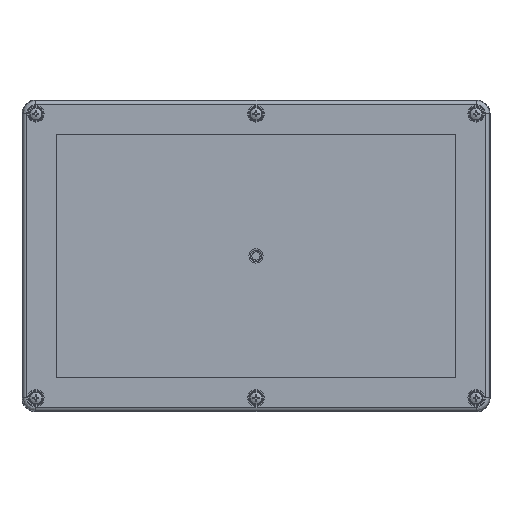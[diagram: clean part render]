
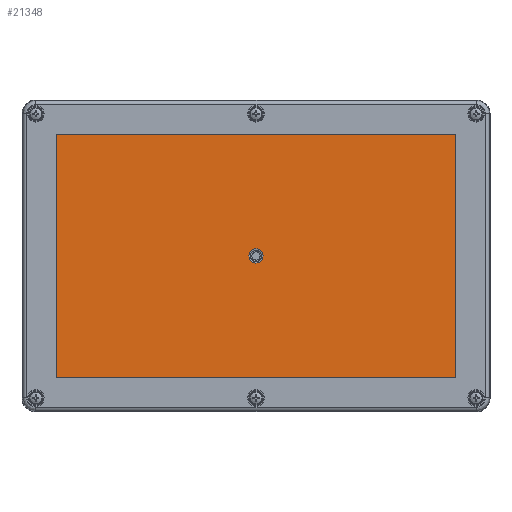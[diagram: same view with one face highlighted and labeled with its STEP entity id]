
A CAD part, top view. The second image highlights one B-rep face of the part: STEP entity #21348.
In plain terms, the highlighted planar face has unit normal (0, 0, 1).
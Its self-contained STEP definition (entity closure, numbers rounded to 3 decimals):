
#766=FACE_BOUND('',#4497,.T.);
#1898=PLANE('',#23034);
#3116=FACE_OUTER_BOUND('',#4496,.T.);
#4496=EDGE_LOOP('',(#16808,#16809,#16810,#16811));
#4497=EDGE_LOOP('',(#16812));
#6016=LINE('',#36032,#7607);
#6020=LINE('',#36040,#7611);
#6023=LINE('',#36046,#7614);
#6026=LINE('',#36051,#7617);
#7607=VECTOR('',#26279,10.);
#7611=VECTOR('',#26285,10.);
#7614=VECTOR('',#26290,10.);
#7617=VECTOR('',#26295,10.);
#8815=CIRCLE('',#23032,3.164);
#9968=VERTEX_POINT('',#36030);
#9969=VERTEX_POINT('',#36031);
#9972=VERTEX_POINT('',#36039);
#9974=VERTEX_POINT('',#36045);
#9979=VERTEX_POINT('',#36123);
#12385=EDGE_CURVE('',#9968,#9969,#6016,.T.);
#12389=EDGE_CURVE('',#9972,#9968,#6020,.T.);
#12392=EDGE_CURVE('',#9974,#9972,#6023,.T.);
#12395=EDGE_CURVE('',#9969,#9974,#6026,.T.);
#12401=EDGE_CURVE('',#9979,#9979,#8815,.T.);
#16808=ORIENTED_EDGE('',*,*,#12389,.F.);
#16809=ORIENTED_EDGE('',*,*,#12392,.F.);
#16810=ORIENTED_EDGE('',*,*,#12395,.F.);
#16811=ORIENTED_EDGE('',*,*,#12385,.F.);
#16812=ORIENTED_EDGE('',*,*,#12401,.F.);
#21348=ADVANCED_FACE('',(#3116,#766),#1898,.T.);
#23032=AXIS2_PLACEMENT_3D('',#36124,#26303,#26304);
#23034=AXIS2_PLACEMENT_3D('',#36126,#26307,#26308);
#26279=DIRECTION('',(-1.,0.,0.));
#26285=DIRECTION('',(0.,-1.,0.));
#26290=DIRECTION('',(1.,0.,0.));
#26295=DIRECTION('',(0.,1.,0.));
#26303=DIRECTION('center_axis',(0.,0.,1.));
#26304=DIRECTION('ref_axis',(-1.,0.,0.));
#26307=DIRECTION('center_axis',(0.,0.,1.));
#26308=DIRECTION('ref_axis',(0.,1.,0.));
#36030=CARTESIAN_POINT('',(89.5,-54.5,29.53));
#36031=CARTESIAN_POINT('',(-89.5,-54.5,29.53));
#36032=CARTESIAN_POINT('',(44.75,-54.5,29.53));
#36039=CARTESIAN_POINT('',(89.5,54.5,29.53));
#36040=CARTESIAN_POINT('',(89.5,27.25,29.53));
#36045=CARTESIAN_POINT('',(-89.5,54.5,29.53));
#36046=CARTESIAN_POINT('',(-44.75,54.5,29.53));
#36051=CARTESIAN_POINT('',(-89.5,-27.25,29.53));
#36123=CARTESIAN_POINT('',(3.164,0.,29.53));
#36124=CARTESIAN_POINT('Origin',(0.,0.,29.53));
#36126=CARTESIAN_POINT('Origin',(0.,0.,
29.53));
